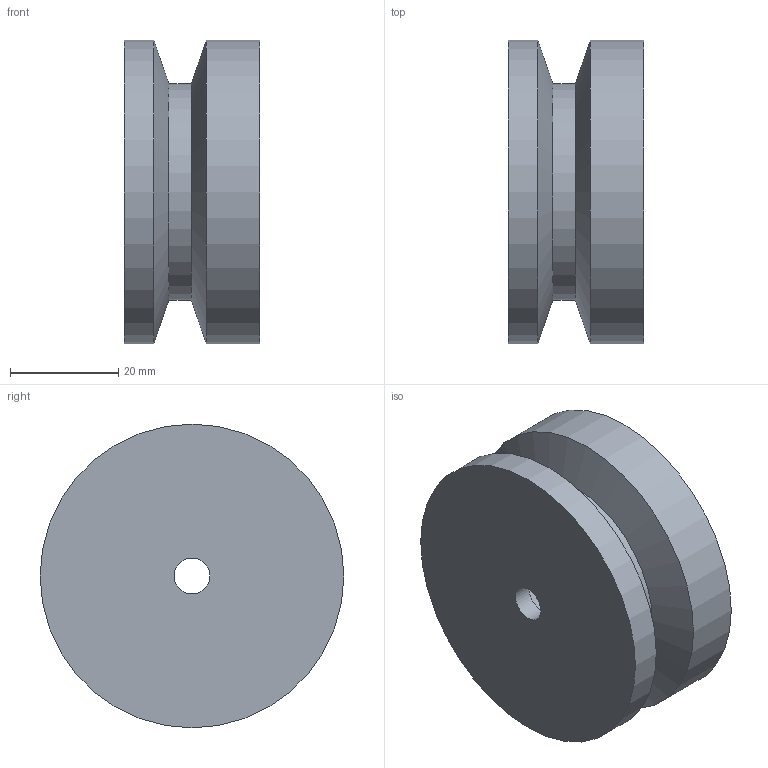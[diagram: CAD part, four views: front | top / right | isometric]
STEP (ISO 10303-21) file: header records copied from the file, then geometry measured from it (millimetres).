
FILE_DESCRIPTION(('FreeCAD Model'),'2;1');
FILE_NAME('poulie_moteur_revA.step','2020-04-23T22:36:13',('LEAU-MERCIER LUDOVIC'),('LPSC - CNRS' ),'Open CASCADE STEP processor 7.4','FreeCAD','Unknown');
FILE_SCHEMA(('AUTOMOTIVE_DESIGN { 1 0 10303 214 1 1 1 1 }'));
Length unit declared in the file: millimetre
Products named in the file (1): PoulieMoteur
Bounding box: 25 x 56 x 56 mm (x, y, z)
Volume: 39286.3 mm3; surface area: 12573.3 mm2
Topology: 1 solids, 1 shells, 11 faces, 19 edges, 11 vertices
Faces by surface type: cylinder 5, plane 3, cone 3
Full cylindrical faces by diameter (mm): 6.6 x1, 28 x1, 40 x1, 56 x2
Entity records: 290 total; most frequent: DIRECTION 54, CARTESIAN_POINT 42, ORIENTED_EDGE 38, AXIS2_PLACEMENT_3D 23, EDGE_CURVE 19, FACE_BOUND 14, EDGE_LOOP 14, ADVANCED_FACE 11
